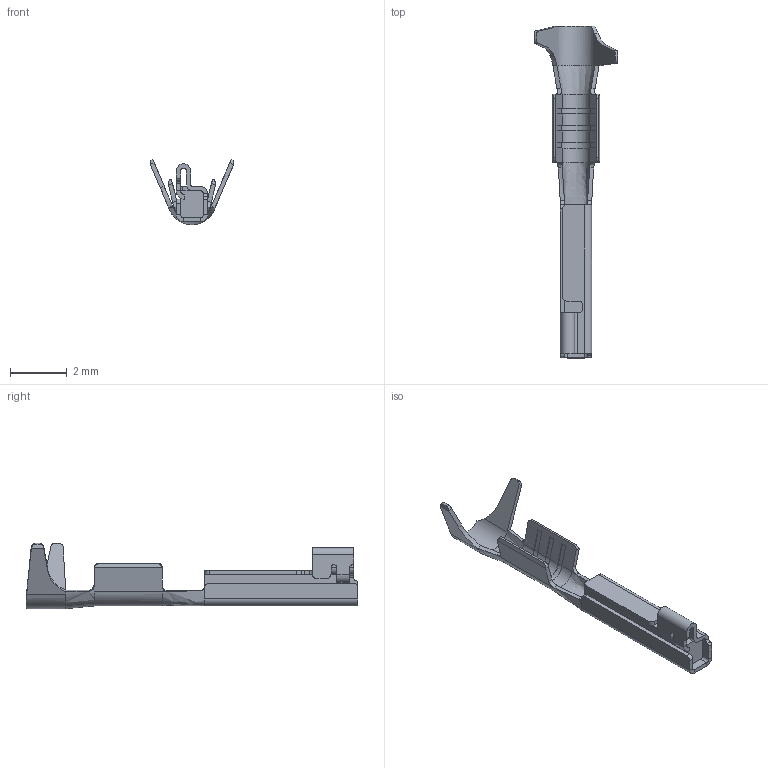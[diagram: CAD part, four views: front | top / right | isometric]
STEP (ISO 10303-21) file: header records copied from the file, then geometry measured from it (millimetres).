
FILE_DESCRIPTION( ('This file contains a STEP AP42 implementation' ,'as created by ZW3D STEP Interface translator.') ,'2;1' );
FILE_NAME( '72025-TC22SN01.step' ,'23 522. 92558', (''), ('ZWCAD Software Co.'), 'Version 1.0', 'ZW3D to STEP translator', '' );
FILE_SCHEMA(('CONFIG_CONTROL_DESIGN'));
Length unit declared in the file: millimetre
Products named in the file (1): 0
Bounding box: 2.95 x 11.7 x 2.31 mm (x, y, z)
Volume: 9.5 mm3; surface area: 72.5 mm2
Topology: 1 solids, 1 shells, 151 faces, 412 edges, 261 vertices
Faces by surface type: plane 80, cylinder 47, bspline 22, sphere 2
Entity records: 6037 total; most frequent: CARTESIAN_POINT 2299, ORIENTED_EDGE 828, DIRECTION 715, EDGE_CURVE 414, VECTOR 265, LINE 265, VERTEX_POINT 263, AXIS2_PLACEMENT_3D 225
